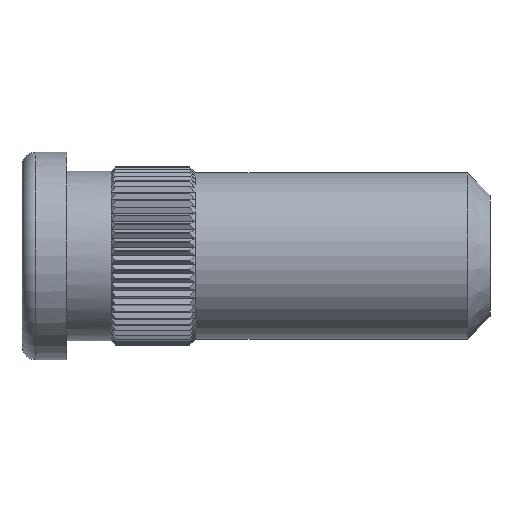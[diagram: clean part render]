
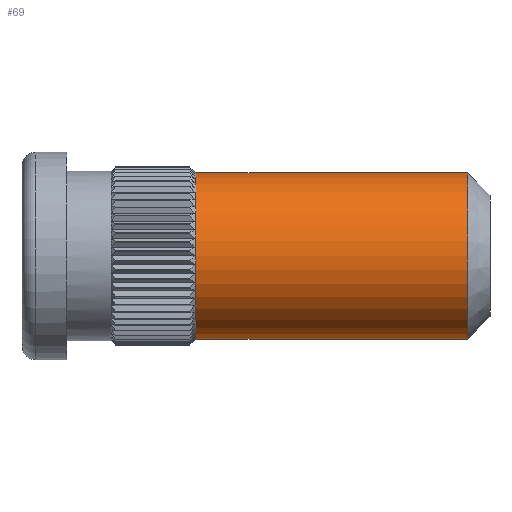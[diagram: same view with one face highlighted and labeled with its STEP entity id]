
A CAD part, top view. The second image highlights one B-rep face of the part: STEP entity #69.
In plain terms, the highlighted cylindrical face has radius 0.932 mm (diameter 1.865 mm), a partial arc.
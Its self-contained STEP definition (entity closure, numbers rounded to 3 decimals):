
#69=ADVANCED_FACE('',(#382),#383,.T.);
#382=FACE_OUTER_BOUND('',#992,.T.);
#383=CYLINDRICAL_SURFACE('',#993,0.933);
#992=EDGE_LOOP('',(#2380,#2381,#2382,#2383));
#993=AXIS2_PLACEMENT_3D('',#2384,#2385,#2386);
#2380=ORIENTED_EDGE('',*,*,#4681,.F.);
#2381=ORIENTED_EDGE('',*,*,#4589,.T.);
#2382=ORIENTED_EDGE('',*,*,#4682,.F.);
#2383=ORIENTED_EDGE('',*,*,#4683,.T.);
#2384=CARTESIAN_POINT('',(-0.263,0.0,0.0));
#2385=DIRECTION('',(-1.0,0.0,0.0));
#2386=DIRECTION('',(0.0,1.0,0.0));
#4589=EDGE_CURVE('',#5383,#5380,#5384,.T.);
#4681=EDGE_CURVE('',#5383,#5566,#5567,.T.);
#4682=EDGE_CURVE('',#5568,#5380,#5569,.T.);
#4683=EDGE_CURVE('',#5568,#5566,#5570,.T.);
#5380=VERTEX_POINT('',#6579);
#5383=VERTEX_POINT('',#6583);
#5384=CIRCLE('',#6584,0.933);
#5566=VERTEX_POINT('',#7067);
#5567=LINE('',#7068,#7069);
#5568=VERTEX_POINT('',#7070);
#5569=LINE('',#7071,#7072);
#5570=CIRCLE('',#7073,0.933);
#6579=CARTESIAN_POINT('',(1.95,-0.933,0.));
#6583=CARTESIAN_POINT('',(1.95,0.933,0.0));
#6584=AXIS2_PLACEMENT_3D('',#9750,#9751,#9752);
#7067=CARTESIAN_POINT('',(5.0,0.933,0.0));
#7068=CARTESIAN_POINT('',(3.475,0.933,0.));
#7069=VECTOR('',#9844,1.0);
#7070=CARTESIAN_POINT('',(5.0,-0.933,0.));
#7071=CARTESIAN_POINT('',(-0.263,-0.933,0.));
#7072=VECTOR('',#9845,0.933);
#7073=AXIS2_PLACEMENT_3D('',#9846,#9847,#9848);
#9750=CARTESIAN_POINT('',(1.95,0.0,0.0));
#9751=DIRECTION('',(1.0,0.0,0.0));
#9752=DIRECTION('',(0.0,-1.0,0.0));
#9844=DIRECTION('',(1.0,-0.0,-0.0));
#9845=DIRECTION('',(-1.0,0.0,0.0));
#9846=CARTESIAN_POINT('',(5.0,0.0,0.0));
#9847=DIRECTION('',(-1.0,0.0,0.0));
#9848=DIRECTION('',(0.0,-1.0,0.0));
